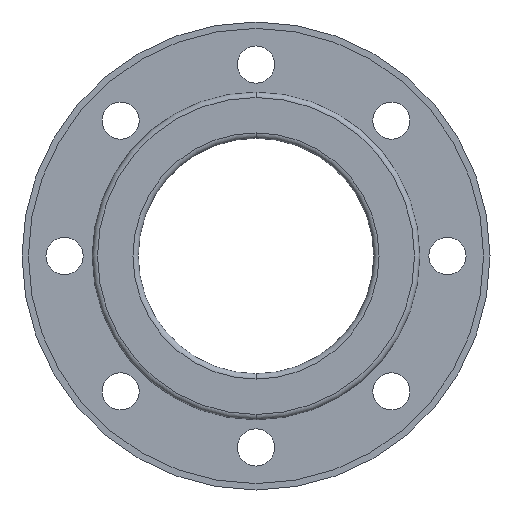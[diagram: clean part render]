
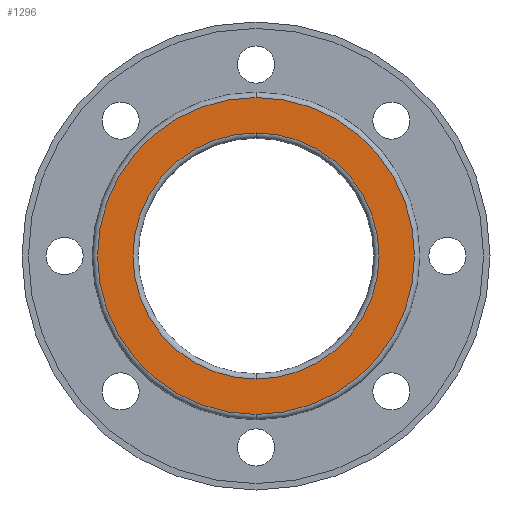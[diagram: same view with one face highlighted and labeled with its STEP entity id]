
A CAD part, front view. The second image highlights one B-rep face of the part: STEP entity #1296.
In plain terms, the highlighted planar face has unit normal (0, -1, 0).
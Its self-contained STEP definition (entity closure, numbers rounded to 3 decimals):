
#23 = AXIS2_PLACEMENT_3D ( 'NONE', #390, #900, #1000 ) ;
#28 = VERTEX_POINT ( 'NONE', #307 ) ;
#48 = DIRECTION ( 'NONE',  ( 0., 0., 1. ) ) ;
#51 = DIRECTION ( 'NONE',  ( 0., 1., 0. ) ) ;
#88 = DIRECTION ( 'NONE',  ( 0., 1., 0. ) ) ;
#145 = DIRECTION ( 'NONE',  ( 0., 1., 0. ) ) ;
#284 = CIRCLE ( 'NONE', #23, 57.853 ) ;
#292 = EDGE_CURVE ( 'NONE', #916, #449, #758, .T. ) ;
#307 = CARTESIAN_POINT ( 'NONE',  ( 0., -2.5, 57.853 ) ) ;
#321 = CARTESIAN_POINT ( 'NONE',  ( 0., -2.5, 0. ) ) ;
#390 = CARTESIAN_POINT ( 'NONE',  ( 0., -2.5, 0. ) ) ;
#404 = EDGE_LOOP ( 'NONE', ( #614, #1381 ) ) ;
#449 = VERTEX_POINT ( 'NONE', #1308 ) ;
#455 = FACE_OUTER_BOUND ( 'NONE', #1321, .T. ) ;
#495 = AXIS2_PLACEMENT_3D ( 'NONE', #821, #88, #1319 ) ;
#517 = CARTESIAN_POINT ( 'NONE',  ( 0., -2.5, 0. ) ) ;
#558 = AXIS2_PLACEMENT_3D ( 'NONE', #1549, #51, #949 ) ;
#569 = EDGE_CURVE ( 'NONE', #449, #916, #1124, .T. ) ;
#614 = ORIENTED_EDGE ( 'NONE', *, *, #1168, .T. ) ;
#695 = DIRECTION ( 'NONE',  ( 0., 1., 0. ) ) ;
#758 = CIRCLE ( 'NONE', #1147, 74.5 ) ;
#811 = PLANE ( 'NONE',  #558 ) ;
#821 = CARTESIAN_POINT ( 'NONE',  ( 0., -2.5, 0. ) ) ;
#900 = DIRECTION ( 'NONE',  ( 0., 1., 0. ) ) ;
#916 = VERTEX_POINT ( 'NONE', #1289 ) ;
#919 = AXIS2_PLACEMENT_3D ( 'NONE', #517, #145, #48 ) ;
#949 = DIRECTION ( 'NONE',  ( 0., 0., 1. ) ) ;
#1000 = DIRECTION ( 'NONE',  ( 0., 0., 1. ) ) ;
#1052 = FACE_BOUND ( 'NONE', #404, .T. ) ;
#1108 = EDGE_CURVE ( 'NONE', #1509, #28, #1235, .T. ) ;
#1124 = CIRCLE ( 'NONE', #495, 74.5 ) ;
#1147 = AXIS2_PLACEMENT_3D ( 'NONE', #321, #695, #1315 ) ;
#1168 = EDGE_CURVE ( 'NONE', #28, #1509, #284, .T. ) ;
#1235 = CIRCLE ( 'NONE', #919, 57.853 ) ;
#1243 = ORIENTED_EDGE ( 'NONE', *, *, #292, .F. ) ;
#1289 = CARTESIAN_POINT ( 'NONE',  ( 0., -2.5, -74.5 ) ) ;
#1296 = ADVANCED_FACE ( 'NONE', ( #455, #1052 ), #811, .F. ) ;
#1308 = CARTESIAN_POINT ( 'NONE',  ( 0., -2.5, 74.5 ) ) ;
#1315 = DIRECTION ( 'NONE',  ( 0., 0., 1. ) ) ;
#1319 = DIRECTION ( 'NONE',  ( 0., 0., 1. ) ) ;
#1321 = EDGE_LOOP ( 'NONE', ( #1430, #1243 ) ) ;
#1378 = CARTESIAN_POINT ( 'NONE',  ( 0., -2.5, -57.853 ) ) ;
#1381 = ORIENTED_EDGE ( 'NONE', *, *, #1108, .T. ) ;
#1430 = ORIENTED_EDGE ( 'NONE', *, *, #569, .F. ) ;
#1509 = VERTEX_POINT ( 'NONE', #1378 ) ;
#1549 = CARTESIAN_POINT ( 'NONE',  ( 0., -2.5, 0. ) ) ;
